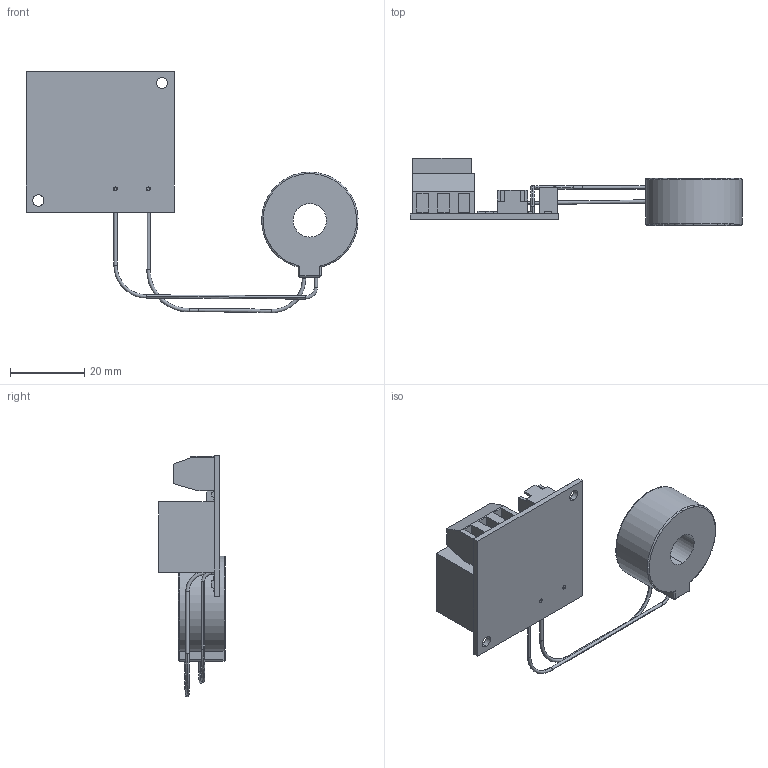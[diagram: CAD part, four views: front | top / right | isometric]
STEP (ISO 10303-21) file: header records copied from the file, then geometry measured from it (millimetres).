
FILE_DESCRIPTION (( 'STEP AP214' ), '1' );
FILE_NAME ('SRCN-C223-3_3D.STEP', '2022-08-02T22:24:25', ( '' ), ( '' ), 'SwSTEP 2.0', 'SolidWorks 2021', '' );
FILE_SCHEMA (( 'AUTOMOTIVE_DESIGN' ));
Length unit declared in the file: inch
Products named in the file (3): SRCN-C223-3_3D; SRCN-C223-3_2; SRCN-C223-3_3
Assembly tree (2 placements, depth 2):
  SRCN-C223-3_3D
    SRCN-C223-3_3
    SRCN-C223-3_2
Bounding box: 89.54 x 18.02 x 65.12 mm (x, y, z)
Volume: 14546.4 mm3; surface area: 9154.3 mm2
Topology: 2 solids, 2 shells, 346 faces, 905 edges, 592 vertices
Faces by surface type: plane 265, cylinder 53, torus 24, sphere 4
Entity records: 15023 total; most frequent: CARTESIAN_POINT 1882, ORIENTED_EDGE 1802, DIRECTION 1785, EDGE_CURVE 901, LINE 707, VECTOR 707, VERTEX_POINT 592, AXIS2_PLACEMENT_3D 539
